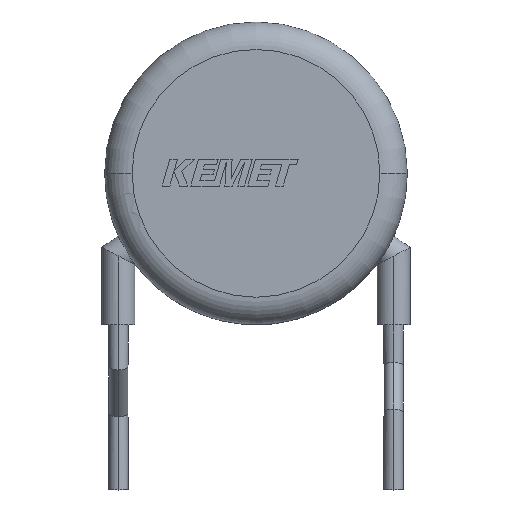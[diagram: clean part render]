
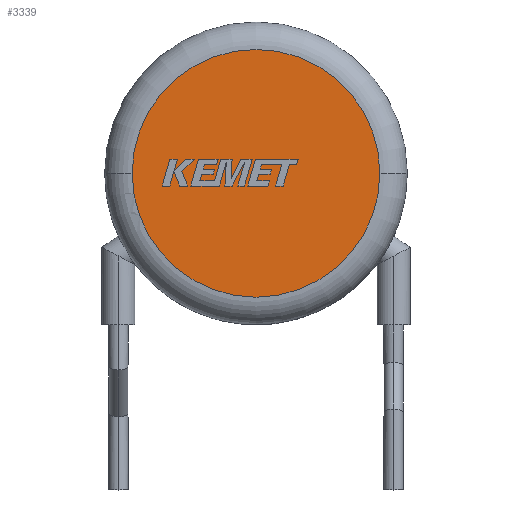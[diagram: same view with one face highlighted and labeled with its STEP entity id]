
A CAD part, top view. The second image highlights one B-rep face of the part: STEP entity #3339.
In plain terms, the highlighted planar face has unit normal (0, 0, 1).
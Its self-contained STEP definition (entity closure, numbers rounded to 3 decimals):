
#67 = VERTEX_POINT ( 'NONE', #3886 ) ;
#82 = CARTESIAN_POINT ( 'NONE',  ( 0., 0., 6. ) ) ;
#624 = DIRECTION ( 'NONE',  ( 0., 0., 1. ) ) ;
#652 = ORIENTED_EDGE ( 'NONE', *, *, #932, .T. ) ;
#653 = AXIS2_PLACEMENT_3D ( 'NONE', #3340, #624, #3277 ) ;
#712 = FACE_OUTER_BOUND ( 'NONE', #2053, .T. ) ;
#722 = DIRECTION ( 'NONE',  ( 0., 0., 1. ) ) ;
#777 = DIRECTION ( 'NONE',  ( 1., 0., 0. ) ) ;
#836 = DIRECTION ( 'NONE',  ( 0., 0., 1. ) ) ;
#847 = VERTEX_POINT ( 'NONE', #2717 ) ;
#932 = EDGE_CURVE ( 'NONE', #67, #847, #3187, .T. ) ;
#1415 = ORIENTED_EDGE ( 'NONE', *, *, #2228, .T. ) ;
#1958 = PLANE ( 'NONE',  #2274 ) ;
#2053 = EDGE_LOOP ( 'NONE', ( #652, #1415 ) ) ;
#2228 = EDGE_CURVE ( 'NONE', #847, #67, #3471, .T. ) ;
#2274 = AXIS2_PLACEMENT_3D ( 'NONE', #2582, #836, #3581 ) ;
#2277 = AXIS2_PLACEMENT_3D ( 'NONE', #82, #722, #777 ) ;
#2582 = CARTESIAN_POINT ( 'NONE',  ( 0., 0., 6. ) ) ;
#2717 = CARTESIAN_POINT ( 'NONE',  ( -4.5, 0., 6. ) ) ;
#3187 = CIRCLE ( 'NONE', #2277, 4.5 ) ;
#3277 = DIRECTION ( 'NONE',  ( 1., 0., 0. ) ) ;
#3339 = ADVANCED_FACE ( 'NONE', ( #712 ), #1958, .T. ) ;
#3340 = CARTESIAN_POINT ( 'NONE',  ( 0., 0., 6. ) ) ;
#3471 = CIRCLE ( 'NONE', #653, 4.5 ) ;
#3581 = DIRECTION ( 'NONE',  ( 1., 0., 0. ) ) ;
#3886 = CARTESIAN_POINT ( 'NONE',  ( 4.5, 0., 6. ) ) ;
